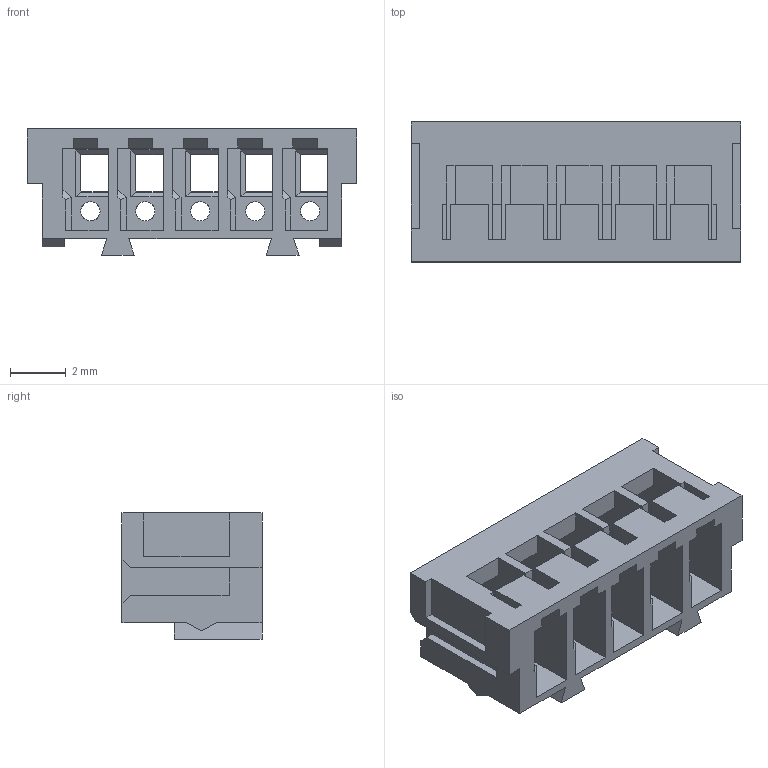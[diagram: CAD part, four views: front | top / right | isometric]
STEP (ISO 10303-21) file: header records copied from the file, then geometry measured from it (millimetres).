
FILE_DESCRIPTION( ('This file contains a STEP AP42 implementation' ,'as created by ZW3D STEP Interface translator.') ,'2;1' );
FILE_NAME( 'WF2006-HXXW01.stp' ,'23 420.172154', (''), ('ZWCAD Software Co.'), 'Version 1.0', 'ZW3D to STEP translator', '' );
FILE_SCHEMA(('AUTOMOTIVE_DESIGN { 1 0 10303 214 1 1 1 1 }'));
Length unit declared in the file: millimetre
Products named in the file (2): 0; WF2006-H05X01
Bounding box: 11.77 x 5 x 4.51 mm (x, y, z)
Volume: 118.3 mm3; surface area: 463.1 mm2
Topology: 1 solids, 1 shells, 194 faces, 572 edges, 371 vertices
Faces by surface type: plane 172, cone 12, cylinder 10
Entity records: 6846 total; most frequent: CARTESIAN_POINT 1446, ORIENTED_EDGE 1144, DIRECTION 952, EDGE_CURVE 572, VECTOR 534, LINE 534, VERTEX_POINT 371, EDGE_LOOP 215
